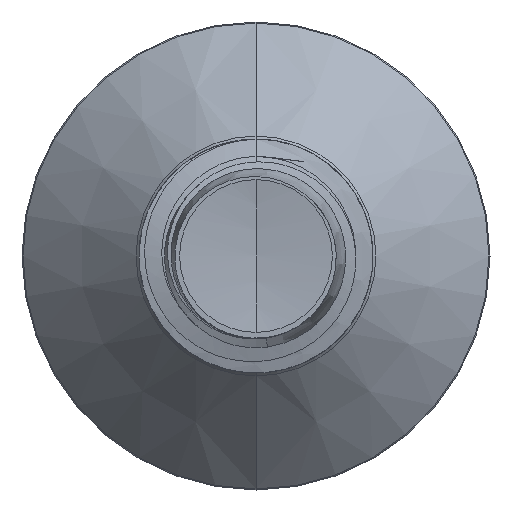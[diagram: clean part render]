
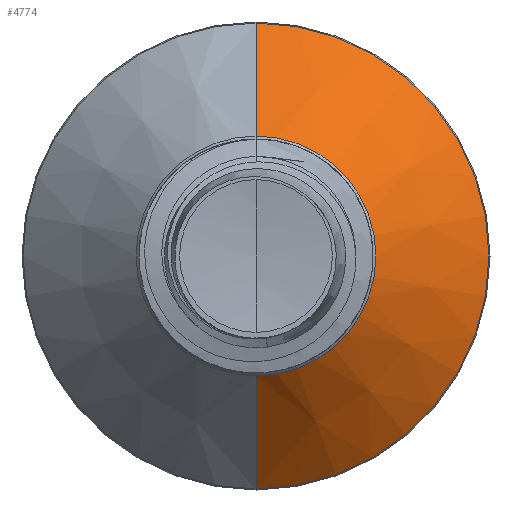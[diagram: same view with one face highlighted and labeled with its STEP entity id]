
A CAD part, front view. The second image highlights one B-rep face of the part: STEP entity #4774.
In plain terms, the highlighted conical face has half-angle 45 degrees and reference radius 2.563 mm.
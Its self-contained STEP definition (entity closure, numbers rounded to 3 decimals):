
#762 = CARTESIAN_POINT ( 'NONE',  ( 0., 31.813, 2.563 ) ) ;
#3422 = EDGE_CURVE ( 'NONE', #59463, #13059, #58699, .T. ) ;
#4774 = ADVANCED_FACE ( 'NONE', ( #19674 ), #5230, .T. ) ;
#4793 = ORIENTED_EDGE ( 'NONE', *, *, #25766, .T. ) ;
#5230 = CONICAL_SURFACE ( 'NONE', #51302, 2.563, 0.785 ) ;
#6630 = DIRECTION ( 'NONE',  ( 0., 0., 1. ) ) ;
#6638 = DIRECTION ( 'NONE',  ( 0., 1., 0. ) ) ;
#7389 = VECTOR ( 'NONE', #15848, 1000. ) ;
#11510 = CARTESIAN_POINT ( 'NONE',  ( 0., 31.813, 0. ) ) ;
#13059 = VERTEX_POINT ( 'NONE', #21772 ) ;
#15620 = EDGE_CURVE ( 'NONE', #51667, #59463, #44188, .T. ) ;
#15848 = DIRECTION ( 'NONE',  ( 0., 0.707, 0.707 ) ) ;
#16783 = DIRECTION ( 'NONE',  ( 0., 0.707, -0.707 ) ) ;
#17700 = ORIENTED_EDGE ( 'NONE', *, *, #31370, .T. ) ;
#18009 = CARTESIAN_POINT ( 'NONE',  ( 0., 31.813, 0. ) ) ;
#18251 = AXIS2_PLACEMENT_3D ( 'NONE', #18009, #51286, #22846 ) ;
#18488 = DIRECTION ( 'NONE',  ( 0., 0., 1. ) ) ;
#18494 = DIRECTION ( 'NONE',  ( 0., 1., 0. ) ) ;
#18580 = CARTESIAN_POINT ( 'NONE',  ( 0., 34.228, 0. ) ) ;
#19674 = FACE_OUTER_BOUND ( 'NONE', #37761, .T. ) ;
#21772 = CARTESIAN_POINT ( 'NONE',  ( 0., 34.228, -4.978 ) ) ;
#22846 = DIRECTION ( 'NONE',  ( 0., 0., 1. ) ) ;
#25766 = EDGE_CURVE ( 'NONE', #57542, #13059, #50093, .T. ) ;
#26381 = CARTESIAN_POINT ( 'NONE',  ( 0., 31.813, 2.563 ) ) ;
#27465 = ORIENTED_EDGE ( 'NONE', *, *, #3422, .F. ) ;
#28132 = CARTESIAN_POINT ( 'NONE',  ( 0., 31.813, -2.563 ) ) ;
#31370 = EDGE_CURVE ( 'NONE', #51667, #57542, #44903, .T. ) ;
#32252 = CARTESIAN_POINT ( 'NONE',  ( 0., 34.228, 4.978 ) ) ;
#37761 = EDGE_LOOP ( 'NONE', ( #17700, #4793, #27465, #40139 ) ) ;
#39031 = VECTOR ( 'NONE', #16783, 1000. ) ;
#40139 = ORIENTED_EDGE ( 'NONE', *, *, #15620, .F. ) ;
#44188 = LINE ( 'NONE', #762, #7389 ) ;
#44903 = CIRCLE ( 'NONE', #18251, 2.563 ) ;
#45005 = AXIS2_PLACEMENT_3D ( 'NONE', #18580, #18494, #18488 ) ;
#50093 = LINE ( 'NONE', #50123, #39031 ) ;
#50123 = CARTESIAN_POINT ( 'NONE',  ( 0., 31.813, -2.563 ) ) ;
#51286 = DIRECTION ( 'NONE',  ( 0., 1., 0. ) ) ;
#51302 = AXIS2_PLACEMENT_3D ( 'NONE', #11510, #6638, #6630 ) ;
#51667 = VERTEX_POINT ( 'NONE', #26381 ) ;
#57542 = VERTEX_POINT ( 'NONE', #28132 ) ;
#58699 = CIRCLE ( 'NONE', #45005, 4.978 ) ;
#59463 = VERTEX_POINT ( 'NONE', #32252 ) ;
